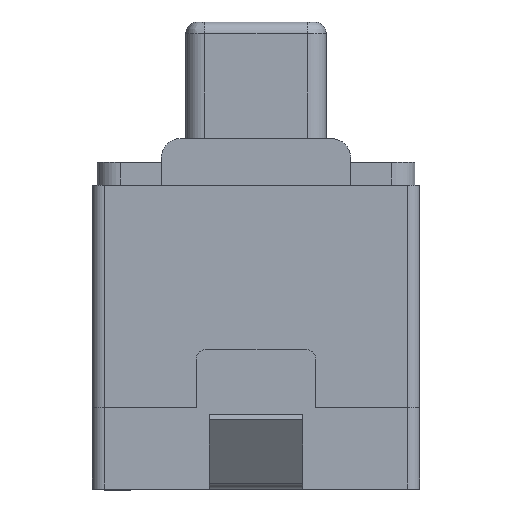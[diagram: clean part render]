
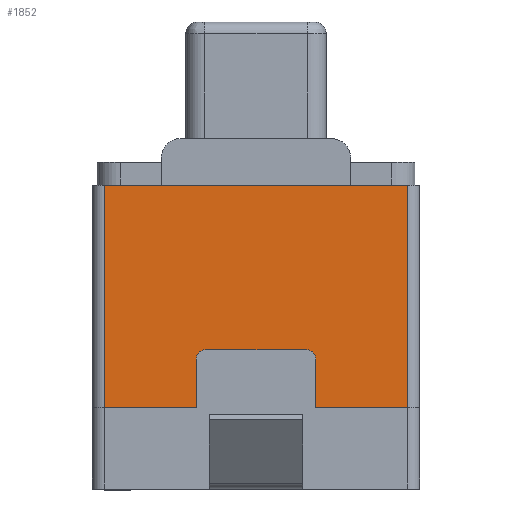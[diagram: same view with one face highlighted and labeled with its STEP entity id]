
A CAD part, top view. The second image highlights one B-rep face of the part: STEP entity #1852.
In plain terms, the highlighted planar face has unit normal (0, 0, 1).
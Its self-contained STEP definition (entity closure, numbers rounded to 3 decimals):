
#65=PLANE('',#2035);
#160=FACE_OUTER_BOUND('',#262,.T.);
#262=EDGE_LOOP('',(#1568,#1569,#1570,#1571,#1572,#1573,#1574,#1575,#1576,
#1577,#1578,#1579));
#366=CIRCLE('',#2036,0.1);
#367=CIRCLE('',#2037,0.1);
#406=LINE('',#2719,#578);
#411=LINE('',#2737,#583);
#417=LINE('',#2780,#589);
#526=LINE('',#3134,#698);
#528=LINE('',#3138,#700);
#529=LINE('',#3140,#701);
#530=LINE('',#3144,#702);
#531=LINE('',#3148,#703);
#532=LINE('',#3150,#704);
#533=LINE('',#3151,#705);
#578=VECTOR('',#2134,10.);
#583=VECTOR('',#2149,10.);
#589=VECTOR('',#2171,10.);
#698=VECTOR('',#2492,10.);
#700=VECTOR('',#2496,10.);
#701=VECTOR('',#2497,10.);
#702=VECTOR('',#2500,10.);
#703=VECTOR('',#2503,10.);
#704=VECTOR('',#2504,10.);
#705=VECTOR('',#2505,10.);
#756=VERTEX_POINT('',#2716);
#757=VERTEX_POINT('',#2718);
#764=VERTEX_POINT('',#2734);
#765=VERTEX_POINT('',#2736);
#876=VERTEX_POINT('',#3131);
#878=VERTEX_POINT('',#3137);
#879=VERTEX_POINT('',#3139);
#880=VERTEX_POINT('',#3141);
#881=VERTEX_POINT('',#3143);
#882=VERTEX_POINT('',#3145);
#883=VERTEX_POINT('',#3147);
#884=VERTEX_POINT('',#3149);
#944=EDGE_CURVE('',#757,#756,#406,.T.);
#953=EDGE_CURVE('',#765,#764,#411,.T.);
#966=EDGE_CURVE('',#756,#765,#417,.T.);
#1125=EDGE_CURVE('',#876,#764,#526,.T.);
#1127=EDGE_CURVE('',#878,#876,#528,.T.);
#1128=EDGE_CURVE('',#879,#878,#529,.T.);
#1129=EDGE_CURVE('',#880,#879,#366,.T.);
#1130=EDGE_CURVE('',#881,#880,#530,.T.);
#1131=EDGE_CURVE('',#882,#881,#367,.T.);
#1132=EDGE_CURVE('',#883,#882,#531,.T.);
#1133=EDGE_CURVE('',#884,#883,#532,.T.);
#1134=EDGE_CURVE('',#757,#884,#533,.T.);
#1568=ORIENTED_EDGE('',*,*,#1125,.F.);
#1569=ORIENTED_EDGE('',*,*,#1127,.F.);
#1570=ORIENTED_EDGE('',*,*,#1128,.F.);
#1571=ORIENTED_EDGE('',*,*,#1129,.F.);
#1572=ORIENTED_EDGE('',*,*,#1130,.F.);
#1573=ORIENTED_EDGE('',*,*,#1131,.F.);
#1574=ORIENTED_EDGE('',*,*,#1132,.F.);
#1575=ORIENTED_EDGE('',*,*,#1133,.F.);
#1576=ORIENTED_EDGE('',*,*,#1134,.F.);
#1577=ORIENTED_EDGE('',*,*,#944,.T.);
#1578=ORIENTED_EDGE('',*,*,#966,.T.);
#1579=ORIENTED_EDGE('',*,*,#953,.T.);
#1852=ADVANCED_FACE('',(#160),#65,.T.);
#2035=AXIS2_PLACEMENT_3D('',#3136,#2494,#2495);
#2036=AXIS2_PLACEMENT_3D('',#3142,#2498,#2499);
#2037=AXIS2_PLACEMENT_3D('',#3146,#2501,#2502);
#2134=DIRECTION('',(-1.,0.,0.));
#2149=DIRECTION('',(-1.,0.,0.));
#2171=DIRECTION('',(-1.,0.,0.));
#2492=DIRECTION('',(0.,1.,0.));
#2494=DIRECTION('center_axis',(0.,0.,
1.));
#2495=DIRECTION('ref_axis',(1.,0.,0.));
#2496=DIRECTION('',(-1.,0.,0.));
#2497=DIRECTION('',(0.,-1.,0.));
#2498=DIRECTION('center_axis',(0.,0.,
1.));
#2499=DIRECTION('ref_axis',(0.,1.,0.));
#2500=DIRECTION('',(-1.,0.,0.));
#2501=DIRECTION('center_axis',(0.,0.,
1.));
#2502=DIRECTION('ref_axis',(1.,0.,0.));
#2503=DIRECTION('',(0.,1.,0.));
#2504=DIRECTION('',(-1.,0.,0.));
#2505=DIRECTION('',(0.,-1.,0.));
#2716=CARTESIAN_POINT('',(4.269,3.268,3.333));
#2718=CARTESIAN_POINT('',(4.882,3.268,3.333));
#2719=CARTESIAN_POINT('',(5.007,3.268,3.333));
#2734=CARTESIAN_POINT('',(1.632,3.268,3.333));
#2736=CARTESIAN_POINT('',(2.245,3.268,3.333));
#2737=CARTESIAN_POINT('',(5.007,3.268,3.333));
#2780=CARTESIAN_POINT('',(5.007,3.268,3.333));
#3131=CARTESIAN_POINT('',(1.632,0.888,3.333));
#3134=CARTESIAN_POINT('',(1.632,2.673,3.333));
#3136=CARTESIAN_POINT('Origin',(3.257,2.078,3.333));
#3137=CARTESIAN_POINT('',(2.617,0.888,3.333));
#3138=CARTESIAN_POINT('',(2.617,0.888,3.333));
#3139=CARTESIAN_POINT('',(2.617,1.408,3.333));
#3140=CARTESIAN_POINT('',(2.617,1.408,3.333));
#3141=CARTESIAN_POINT('',(2.717,1.508,3.333));
#3142=CARTESIAN_POINT('Origin',(2.717,1.408,3.333));
#3143=CARTESIAN_POINT('',(3.797,1.508,3.333));
#3144=CARTESIAN_POINT('',(3.797,1.508,3.333));
#3145=CARTESIAN_POINT('',(3.897,1.408,3.333));
#3146=CARTESIAN_POINT('Origin',(3.797,1.408,3.333));
#3147=CARTESIAN_POINT('',(3.897,0.888,3.333));
#3148=CARTESIAN_POINT('',(3.897,0.888,3.333));
#3149=CARTESIAN_POINT('',(4.882,0.888,3.333));
#3150=CARTESIAN_POINT('',(5.007,0.888,3.333));
#3151=CARTESIAN_POINT('',(4.882,1.483,3.333));
